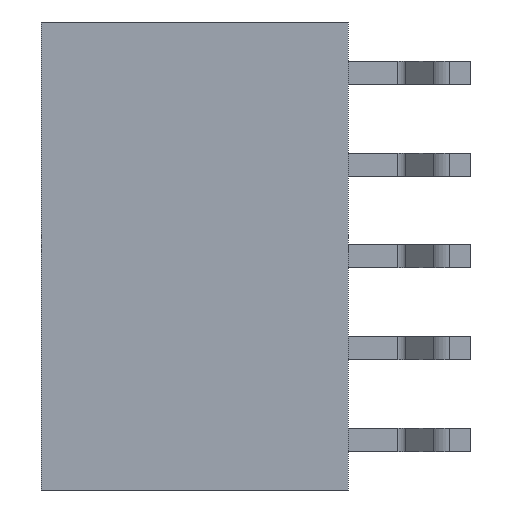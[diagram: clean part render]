
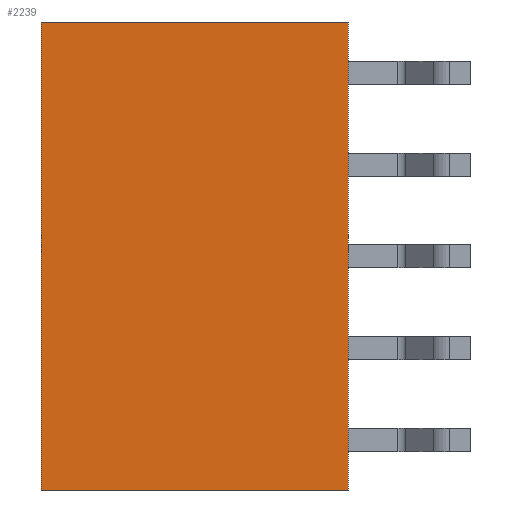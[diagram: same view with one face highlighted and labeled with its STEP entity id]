
A CAD part, left-side view. The second image highlights one B-rep face of the part: STEP entity #2239.
In plain terms, the highlighted planar face has unit normal (-1, 0, 0).
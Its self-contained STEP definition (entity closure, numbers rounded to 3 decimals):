
#98=FACE_OUTER_BOUND('',#217,.T.);
#217=EDGE_LOOP('',(#1485,#1486,#1487,#1488));
#347=LINE('',#3200,#651);
#348=LINE('',#3202,#652);
#349=LINE('',#3204,#653);
#350=LINE('',#3205,#654);
#651=VECTOR('',#2602,12.95);
#652=VECTOR('',#2603,8.5);
#653=VECTOR('',#2604,12.95);
#654=VECTOR('',#2605,8.5);
#955=VERTEX_POINT('',#3198);
#956=VERTEX_POINT('',#3199);
#957=VERTEX_POINT('',#3201);
#958=VERTEX_POINT('',#3203);
#1163=EDGE_CURVE('',#955,#956,#347,.T.);
#1164=EDGE_CURVE('',#957,#955,#348,.T.);
#1165=EDGE_CURVE('',#958,#957,#349,.T.);
#1166=EDGE_CURVE('',#956,#958,#350,.T.);
#1485=ORIENTED_EDGE('',*,*,#1163,.F.);
#1486=ORIENTED_EDGE('',*,*,#1164,.F.);
#1487=ORIENTED_EDGE('',*,*,#1165,.F.);
#1488=ORIENTED_EDGE('',*,*,#1166,.F.);
#2129=PLANE('',#2449);
#2239=ADVANCED_FACE('',(#98),#2129,.F.);
#2449=AXIS2_PLACEMENT_3D('',#3197,#2600,#2601);
#2600=DIRECTION('center_axis',(1.,0.,0.));
#2601=DIRECTION('ref_axis',(0.,0.,-1.));
#2602=DIRECTION('',(0.,0.,1.));
#2603=DIRECTION('',(0.,1.,0.));
#2604=DIRECTION('',(0.,0.,-1.));
#2605=DIRECTION('',(0.,-1.,0.));
#3197=CARTESIAN_POINT('Origin',(0.,0.,0.));
#3198=CARTESIAN_POINT('',(0.,4.25,-6.475));
#3199=CARTESIAN_POINT('',(0.,4.25,6.475));
#3200=CARTESIAN_POINT('',(0.,4.25,-6.475));
#3201=CARTESIAN_POINT('',(0.,-4.25,-6.475));
#3202=CARTESIAN_POINT('',(0.,-4.25,-6.475));
#3203=CARTESIAN_POINT('',(0.,-4.25,6.475));
#3204=CARTESIAN_POINT('',(0.,-4.25,6.475));
#3205=CARTESIAN_POINT('',(0.,4.25,6.475));
